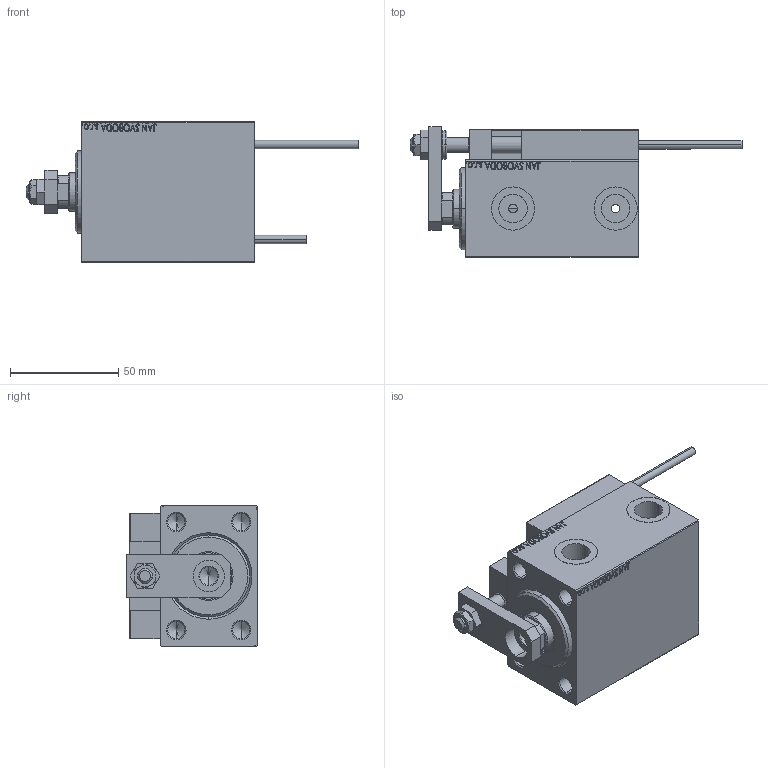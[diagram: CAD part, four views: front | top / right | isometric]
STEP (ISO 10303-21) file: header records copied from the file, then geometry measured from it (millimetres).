
FILE_DESCRIPTION (( 'STEP AP203' ), '1' );
FILE_NAME ('7f32.STEP', '2022-04-17T12:13:37', ( '' ), ( '' ), 'SwSTEP 2.0', 'SolidWorks 2019', '' );
FILE_SCHEMA (( 'CONFIG_CONTROL_DESIGN' ));
Length unit declared in the file: millimetre
Products named in the file (16): 7f32; V450CM_B_Body 343cf5e089364df1a726a00120f8a33b; V450CM_VC_B 343cf5e089364df1a726a00120f8a33b; Block 343cf5e089364df1a726a00120f8a33b; ALLEN BOLT D5 343cf5e089364df1a726a00120f8a33b; ALLEN BOLT D8 343cf5e089364df1a726a00120f8a33b; V450CM_B_VCP 343cf5e089364df1a726a00120f8a33b; SWITCH X 343cf5e089364df1a726a00120f8a33b; SWITCH_X_FRONT_BACK 343cf5e089364df1a726a00120f8a33b; MAGNET 343cf5e089364df1a726a00120f8a33b; NUT_D10 343cf5e089364df1a726a00120f8a33b; ZARAZKA 343cf5e089364df1a726a00120f8a33b; SWITCH DIM B,W 343cf5e089364df1a726a00120f8a33b; KONCOVKA 343cf5e089364df1a726a00120f8a33b; NUT_D12 343cf5e089364df1a726a00120f8a33b; TYC_L79 343cf5e089364df1a726a00120f8a33b
Assembly tree (25 placements, depth 3):
  7f32
    V450CM_B_Body 343cf5e089364df1a726a00120f8a33b
    V450CM_B_VCP 343cf5e089364df1a726a00120f8a33b
    SWITCH X 343cf5e089364df1a726a00120f8a33b
      SWITCH_X_FRONT_BACK 343cf5e089364df1a726a00120f8a33b  x2
      TYC_L79 343cf5e089364df1a726a00120f8a33b
      Block 343cf5e089364df1a726a00120f8a33b  x2
      ALLEN BOLT D5 343cf5e089364df1a726a00120f8a33b  x4
      ALLEN BOLT D8 343cf5e089364df1a726a00120f8a33b  x4
      MAGNET 343cf5e089364df1a726a00120f8a33b  x2
      KONCOVKA 343cf5e089364df1a726a00120f8a33b  x2
    NUT_D10 343cf5e089364df1a726a00120f8a33b
    NUT_D12 343cf5e089364df1a726a00120f8a33b
    SWITCH DIM B,W 343cf5e089364df1a726a00120f8a33b
    ZARAZKA 343cf5e089364df1a726a00120f8a33b
    V450CM_VC_B 343cf5e089364df1a726a00120f8a33b
Bounding box: 153.7 x 60.5 x 65 mm (x, y, z)
Volume: 262230.8 mm3; surface area: 66574.9 mm2
Topology: 24 solids, 24 shells, 1332 faces, 3184 edges, 2018 vertices
Faces by surface type: plane 565, bspline 380, cylinder 194, cone 145, torus 44, sphere 4
Entity records: 51711 total; most frequent: CARTESIAN_POINT 26316, ORIENTED_EDGE 5356, DIRECTION 3683, EDGE_CURVE 2678, VERTEX_POINT 1742, VECTOR 1537, LINE 1537, EDGE_LOOP 1244
